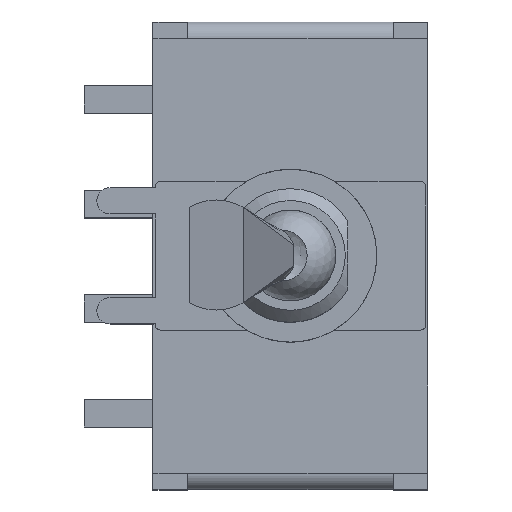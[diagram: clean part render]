
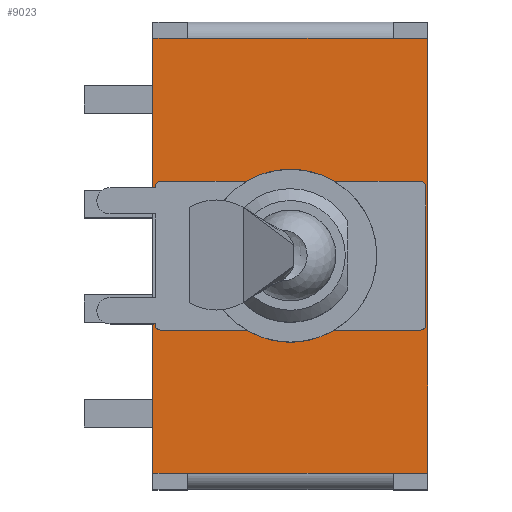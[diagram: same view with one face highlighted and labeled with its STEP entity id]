
A CAD part, top view. The second image highlights one B-rep face of the part: STEP entity #9023.
In plain terms, the highlighted planar face has unit normal (0, 0, 1).
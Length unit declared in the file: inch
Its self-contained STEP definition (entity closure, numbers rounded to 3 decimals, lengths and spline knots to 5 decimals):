
#249=CIRCLE('',#9601,0.00984);
#250=CIRCLE('',#9602,0.00984);
#251=CIRCLE('',#9603,0.00984);
#252=CIRCLE('',#9604,0.00984);
#624=FACE_OUTER_BOUND('',#1161,.T.);
#1161=EDGE_LOOP('',(#6238,#6239,#6240,#6241,#6242,#6243,#6244,#6245,#6246,
#6247,#6248,#6249,#6250,#6251,#6252,#6253,#6254,#6255,#6256,#6257));
#1808=LINE('',#13485,#2837);
#1810=LINE('',#13490,#2839);
#1812=LINE('',#13494,#2841);
#1814=LINE('',#13497,#2843);
#1818=LINE('',#13504,#2847);
#1823=LINE('',#13514,#2852);
#1825=LINE('',#13517,#2854);
#1833=LINE('',#13536,#2862);
#1834=LINE('',#13540,#2863);
#1835=LINE('',#13541,#2864);
#1836=LINE('',#13543,#2865);
#1837=LINE('',#13545,#2866);
#1838=LINE('',#13549,#2867);
#1839=LINE('',#13553,#2868);
#1840=LINE('',#13557,#2869);
#1841=LINE('',#13560,#2870);
#2837=VECTOR('',#10683,0.3937);
#2839=VECTOR('',#10687,0.3937);
#2841=VECTOR('',#10691,0.3937);
#2843=VECTOR('',#10693,0.3937);
#2847=VECTOR('',#10699,0.3937);
#2852=VECTOR('',#10706,0.3937);
#2854=VECTOR('',#10710,0.3937);
#2862=VECTOR('',#10730,0.3937);
#2863=VECTOR('',#10735,0.3937);
#2864=VECTOR('',#10736,0.3937);
#2865=VECTOR('',#10737,0.3937);
#2866=VECTOR('',#10738,0.3937);
#2867=VECTOR('',#10741,0.3937);
#2868=VECTOR('',#10744,0.3937);
#2869=VECTOR('',#10747,0.3937);
#2870=VECTOR('',#10750,0.3937);
#3726=VERTEX_POINT('',#13162);
#3734=VERTEX_POINT('',#13180);
#3737=VERTEX_POINT('',#13187);
#3836=VERTEX_POINT('',#13481);
#3839=VERTEX_POINT('',#13488);
#3840=VERTEX_POINT('',#13493);
#3841=VERTEX_POINT('',#13496);
#3843=VERTEX_POINT('',#13502);
#3844=VERTEX_POINT('',#13507);
#3847=VERTEX_POINT('',#13512);
#3853=VERTEX_POINT('',#13539);
#3854=VERTEX_POINT('',#13542);
#3855=VERTEX_POINT('',#13544);
#3856=VERTEX_POINT('',#13546);
#3857=VERTEX_POINT('',#13548);
#3858=VERTEX_POINT('',#13550);
#3859=VERTEX_POINT('',#13552);
#3860=VERTEX_POINT('',#13554);
#3861=VERTEX_POINT('',#13556);
#3862=VERTEX_POINT('',#13558);
#4726=EDGE_CURVE('',#3737,#3836,#1808,.T.);
#4728=EDGE_CURVE('',#3726,#3839,#1810,.T.);
#4730=EDGE_CURVE('',#3839,#3840,#1812,.T.);
#4732=EDGE_CURVE('',#3841,#3836,#1814,.T.);
#4736=EDGE_CURVE('',#3734,#3843,#1818,.T.);
#4741=EDGE_CURVE('',#3847,#3844,#1823,.T.);
#4743=EDGE_CURVE('',#3843,#3844,#1825,.T.);
#4753=EDGE_CURVE('',#3847,#3726,#1833,.T.);
#4755=EDGE_CURVE('',#3841,#3853,#1834,.T.);
#4756=EDGE_CURVE('',#3734,#3737,#1835,.T.);
#4757=EDGE_CURVE('',#3854,#3840,#1836,.T.);
#4758=EDGE_CURVE('',#3855,#3854,#1837,.T.);
#4759=EDGE_CURVE('',#3856,#3855,#249,.T.);
#4760=EDGE_CURVE('',#3857,#3856,#1838,.T.);
#4761=EDGE_CURVE('',#3858,#3857,#250,.T.);
#4762=EDGE_CURVE('',#3859,#3858,#1839,.T.);
#4763=EDGE_CURVE('',#3860,#3859,#251,.T.);
#4764=EDGE_CURVE('',#3861,#3860,#1840,.T.);
#4765=EDGE_CURVE('',#3862,#3861,#252,.T.);
#4766=EDGE_CURVE('',#3853,#3862,#1841,.T.);
#6238=ORIENTED_EDGE('',*,*,#4755,.F.);
#6239=ORIENTED_EDGE('',*,*,#4732,.T.);
#6240=ORIENTED_EDGE('',*,*,#4726,.F.);
#6241=ORIENTED_EDGE('',*,*,#4756,.F.);
#6242=ORIENTED_EDGE('',*,*,#4736,.T.);
#6243=ORIENTED_EDGE('',*,*,#4743,.T.);
#6244=ORIENTED_EDGE('',*,*,#4741,.F.);
#6245=ORIENTED_EDGE('',*,*,#4753,.T.);
#6246=ORIENTED_EDGE('',*,*,#4728,.T.);
#6247=ORIENTED_EDGE('',*,*,#4730,.T.);
#6248=ORIENTED_EDGE('',*,*,#4757,.F.);
#6249=ORIENTED_EDGE('',*,*,#4758,.F.);
#6250=ORIENTED_EDGE('',*,*,#4759,.F.);
#6251=ORIENTED_EDGE('',*,*,#4760,.F.);
#6252=ORIENTED_EDGE('',*,*,#4761,.F.);
#6253=ORIENTED_EDGE('',*,*,#4762,.F.);
#6254=ORIENTED_EDGE('',*,*,#4763,.F.);
#6255=ORIENTED_EDGE('',*,*,#4764,.F.);
#6256=ORIENTED_EDGE('',*,*,#4765,.F.);
#6257=ORIENTED_EDGE('',*,*,#4766,.F.);
#8680=PLANE('',#9600);
#9023=ADVANCED_FACE('',(#624),#8680,.T.);
#9600=AXIS2_PLACEMENT_3D('',#13538,#10733,#10734);
#9601=AXIS2_PLACEMENT_3D('',#13547,#10739,#10740);
#9602=AXIS2_PLACEMENT_3D('',#13551,#10742,#10743);
#9603=AXIS2_PLACEMENT_3D('',#13555,#10745,#10746);
#9604=AXIS2_PLACEMENT_3D('',#13559,#10748,#10749);
#10683=DIRECTION('',(-1.,0.,0.));
#10687=DIRECTION('',(-1.,0.,0.));
#10691=DIRECTION('',(0.,-1.,0.));
#10693=DIRECTION('',(0.,-1.,0.));
#10699=DIRECTION('',(1.,0.,0.));
#10706=DIRECTION('',(1.,0.,0.));
#10710=DIRECTION('',(0.,1.,0.));
#10730=DIRECTION('',(-1.,0.,0.));
#10733=DIRECTION('center_axis',(0.,0.,
1.));
#10734=DIRECTION('ref_axis',(1.,0.,0.));
#10735=DIRECTION('',(1.,0.,0.));
#10736=DIRECTION('',(-1.,0.,0.));
#10737=DIRECTION('',(-1.,0.,0.));
#10738=DIRECTION('',(0.,-1.,0.));
#10739=DIRECTION('center_axis',(0.,0.,
1.));
#10740=DIRECTION('ref_axis',(-0.707,0.707,0.));
#10741=DIRECTION('',(-1.,0.,0.));
#10742=DIRECTION('center_axis',(0.,0.,
1.));
#10743=DIRECTION('ref_axis',(0.707,0.707,0.));
#10744=DIRECTION('',(0.,1.,0.));
#10745=DIRECTION('center_axis',(0.,0.,
1.));
#10746=DIRECTION('ref_axis',(0.707,-0.707,0.));
#10747=DIRECTION('',(1.,0.,0.));
#10748=DIRECTION('center_axis',(0.,0.,
1.));
#10749=DIRECTION('ref_axis',(-0.707,-0.707,0.));
#10750=DIRECTION('',(0.,-1.,0.));
#13162=CARTESIAN_POINT('',(-0.18701,0.39508,0.41496));
#13180=CARTESIAN_POINT('',(0.18701,-0.39508,0.41496));
#13187=CARTESIAN_POINT('',(-0.18701,-0.39508,0.41496));
#13481=CARTESIAN_POINT('',(-0.25,-0.39508,0.41496));
#13485=CARTESIAN_POINT('',(-0.18701,-0.39508,0.41496));
#13488=CARTESIAN_POINT('',(-0.25,0.39508,0.41496));
#13490=CARTESIAN_POINT('',(-0.18701,0.39508,0.41496));
#13493=CARTESIAN_POINT('',(-0.25,0.12402,0.41496));
#13494=CARTESIAN_POINT('',(-0.25,-0.39508,0.41496));
#13496=CARTESIAN_POINT('',(-0.25,-0.12402,0.41496));
#13497=CARTESIAN_POINT('',(-0.25,-0.39508,0.41496));
#13502=CARTESIAN_POINT('',(0.25,-0.39508,0.41496));
#13504=CARTESIAN_POINT('',(0.18701,-0.39508,0.41496));
#13507=CARTESIAN_POINT('',(0.25,0.39508,0.41496));
#13512=CARTESIAN_POINT('',(0.18701,0.39508,0.41496));
#13514=CARTESIAN_POINT('',(0.18701,0.39508,0.41496));
#13517=CARTESIAN_POINT('',(0.25,0.39508,0.41496));
#13536=CARTESIAN_POINT('',(0.,0.39508,0.41496));
#13538=CARTESIAN_POINT('Origin',(0.,0.39508,
0.41496));
#13539=CARTESIAN_POINT('',(-0.24606,-0.12402,0.41496));
#13540=CARTESIAN_POINT('',(-0.24606,-0.12402,0.41496));
#13541=CARTESIAN_POINT('',(0.,-0.39508,0.41496));
#13542=CARTESIAN_POINT('',(-0.24606,0.12402,0.41496));
#13543=CARTESIAN_POINT('',(-0.32795,0.12402,0.41496));
#13544=CARTESIAN_POINT('',(-0.24606,0.1252,0.41496));
#13545=CARTESIAN_POINT('',(-0.24606,0.12402,0.41496));
#13546=CARTESIAN_POINT('',(-0.23622,0.13504,0.41496));
#13547=CARTESIAN_POINT('Origin',(-0.23622,0.1252,0.41496));
#13548=CARTESIAN_POINT('',(0.23622,0.13504,0.41496));
#13549=CARTESIAN_POINT('',(-0.24606,0.13504,0.41496));
#13550=CARTESIAN_POINT('',(0.24606,0.1252,0.41496));
#13551=CARTESIAN_POINT('Origin',(0.23622,0.1252,0.41496));
#13552=CARTESIAN_POINT('',(0.24606,-0.1252,0.41496));
#13553=CARTESIAN_POINT('',(0.24606,0.13504,0.41496));
#13554=CARTESIAN_POINT('',(0.23622,-0.13504,0.41496));
#13555=CARTESIAN_POINT('Origin',(0.23622,-0.1252,0.41496));
#13556=CARTESIAN_POINT('',(-0.23622,-0.13504,0.41496));
#13557=CARTESIAN_POINT('',(0.24606,-0.13504,0.41496));
#13558=CARTESIAN_POINT('',(-0.24606,-0.1252,0.41496));
#13559=CARTESIAN_POINT('Origin',(-0.23622,-0.1252,
0.41496));
#13560=CARTESIAN_POINT('',(-0.24606,-0.13504,0.41496));
